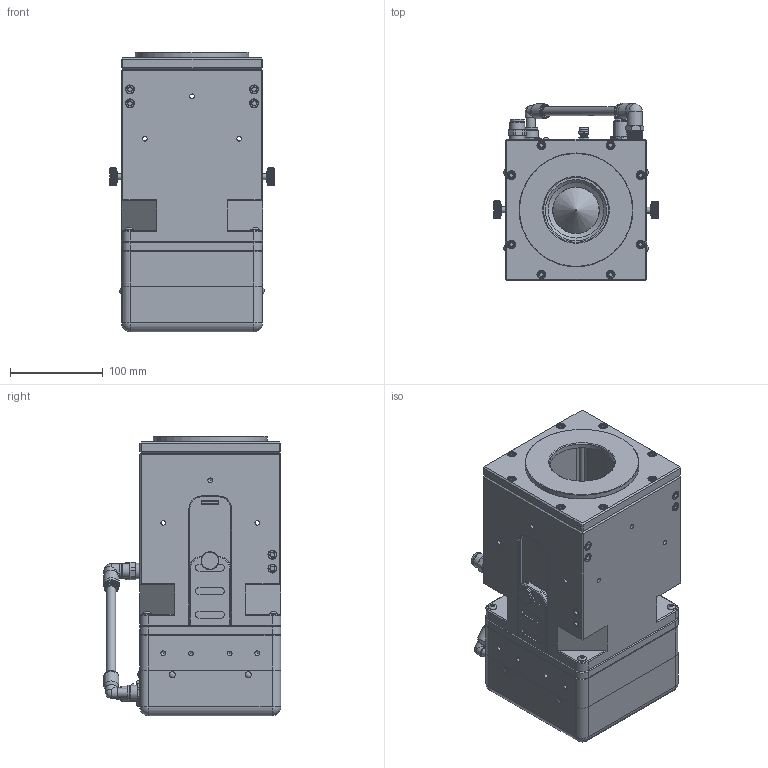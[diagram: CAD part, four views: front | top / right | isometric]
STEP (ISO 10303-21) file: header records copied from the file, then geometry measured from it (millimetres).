
FILE_DESCRIPTION (( 'STEP AP214' ), '1' );
FILE_NAME ('HP60A-15KW-GD-TUBE-D0.STEP', '2020-12-18T01:32:35', ( '' ), ( '' ), 'SwSTEP 2.0', 'SolidWorks 2019', '' );
FILE_SCHEMA (( 'AUTOMOTIVE_DESIGN' ));
Length unit declared in the file: millimetre
Products named in the file (1): HP60A-15KW-GD-TUBE-D0
Bounding box: 177.68 x 191.88 x 301.65 mm (x, y, z)
Surface area: 621338.2 mm2 (no closed solid volume)
Topology: 0 solids, 60 shells, 6628 faces, 17708 edges, 11308 vertices
Faces by surface type: plane 5027, cylinder 1035, cone 396, bspline 117, torus 29, sphere 24
Full cylindrical faces by diameter (mm): 2.5 x4, 2.705 x8, 3.4 x4, 3.505 x7, 3.797 x1, 3.9 x6, 4.039 x8, 4.826 x16, 5 x14, 5.08 x2, 5.105 x28, 6.299 x2, 6.325 x1, 6.35 x5, 6.655 x7, 6.8 x4, 7.874 x1, 7.925 x8, 8 x2, 8.001 x2, 8.509 x1, 9.169 x4, 9.525 x16, 10.272 x2, 11.303 x1, 11.557 x1, 11.56 x1, 11.8 x2, 11.811 x1, 12.002 x2
Entity records: 285555 total; most frequent: CARTESIAN_POINT 48916, ORIENTED_EDGE 34376, DIRECTION 32176, EDGE_CURVE 17196, LINE 13880, VECTOR 13880, VERTEX_POINT 11171, AXIS2_PLACEMENT_3D 9148
